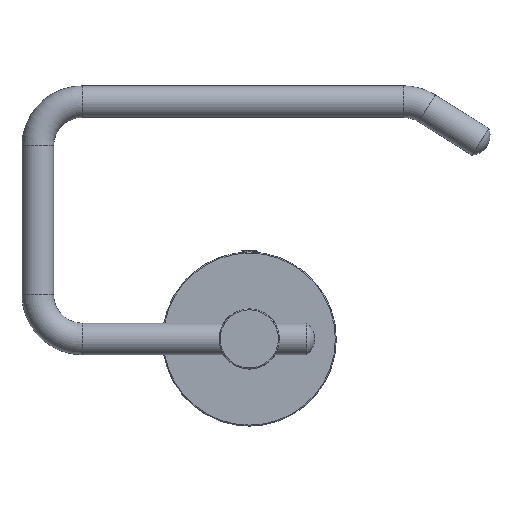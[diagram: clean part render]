
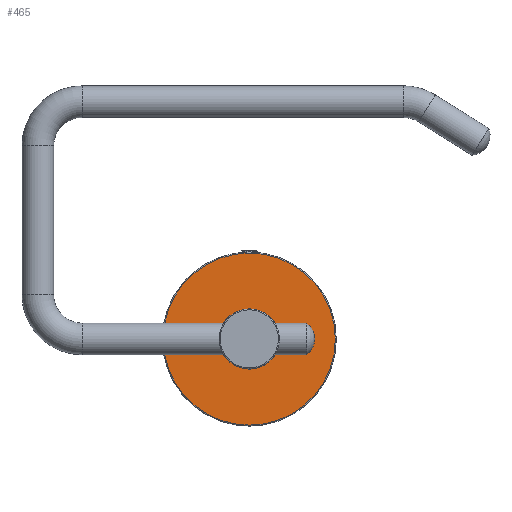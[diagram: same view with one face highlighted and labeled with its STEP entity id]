
A CAD part, top view. The second image highlights one B-rep face of the part: STEP entity #465.
In plain terms, the highlighted planar face has unit normal (0, 0, 1).
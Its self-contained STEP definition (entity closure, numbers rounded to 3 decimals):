
#84=CARTESIAN_POINT('',(0.,0.,0.));
#85=DIRECTION('',(0.,0.,-1.));
#86=DIRECTION('',(1.,0.,0.));
#87=AXIS2_PLACEMENT_3D('',#84,#85,#86);
#89=CARTESIAN_POINT('',(0.,0.,0.));
#90=DIRECTION('',(0.,0.,-1.));
#91=DIRECTION('',(-1.,0.,0.));
#92=AXIS2_PLACEMENT_3D('',#89,#90,#91);
#94=CARTESIAN_POINT('',(0.,0.,0.));
#95=DIRECTION('',(0.,0.,1.));
#96=DIRECTION('',(-1.,0.,0.));
#97=AXIS2_PLACEMENT_3D('',#94,#95,#96);
#99=CARTESIAN_POINT('',(0.,0.,0.));
#100=DIRECTION('',(0.,0.,1.));
#101=DIRECTION('',(1.,0.,0.));
#102=AXIS2_PLACEMENT_3D('',#99,#100,#101);
#268=CARTESIAN_POINT('',(2.5,0.,0.));
#270=VERTEX_POINT('',#268);
#274=CARTESIAN_POINT('',(-2.5,0.,0.));
#275=VERTEX_POINT('',#274);
#286=CARTESIAN_POINT('',(27.2,0.,
0.));
#287=VERTEX_POINT('',#286);
#288=CARTESIAN_POINT('',(-27.2,0.,0.));
#289=VERTEX_POINT('',#288);
#450=CARTESIAN_POINT('',(0.,0.,0.));
#451=DIRECTION('',(0.,0.,1.));
#452=DIRECTION('',(-1.,0.,0.));
#453=AXIS2_PLACEMENT_3D('',#450,#451,#452);
#454=PLANE('',#453);
#455=ORIENTED_EDGE('',*,*,#443,.T.);
#456=ORIENTED_EDGE('',*,*,#430,.T.);
#457=EDGE_LOOP('',(#455,#456));
#458=FACE_OUTER_BOUND('',#457,.F.);
#460=ORIENTED_EDGE('',*,*,#459,.T.);
#462=ORIENTED_EDGE('',*,*,#461,.T.);
#463=EDGE_LOOP('',(#460,#462));
#464=FACE_BOUND('',#463,.F.);
#88=CIRCLE('',#87,27.2);
#93=CIRCLE('',#92,27.2);
#98=CIRCLE('',#97,2.5);
#103=CIRCLE('',#102,2.5);
#430=EDGE_CURVE('',#289,#287,#93,.T.);
#443=EDGE_CURVE('',#287,#289,#88,.T.);
#459=EDGE_CURVE('',#275,#270,#98,.T.);
#461=EDGE_CURVE('',#270,#275,#103,.T.);
#465=ADVANCED_FACE('',(#458,#464),#454,.T.);
